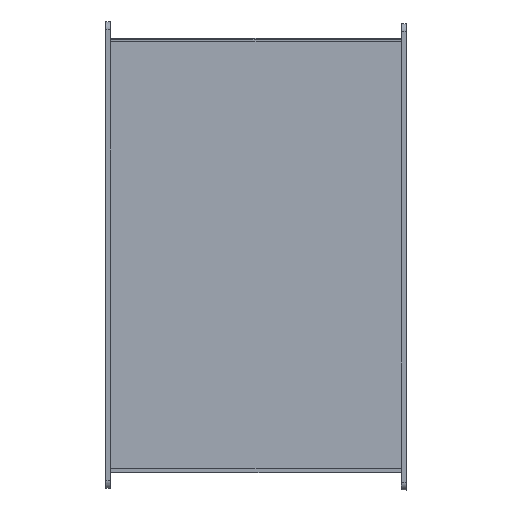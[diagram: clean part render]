
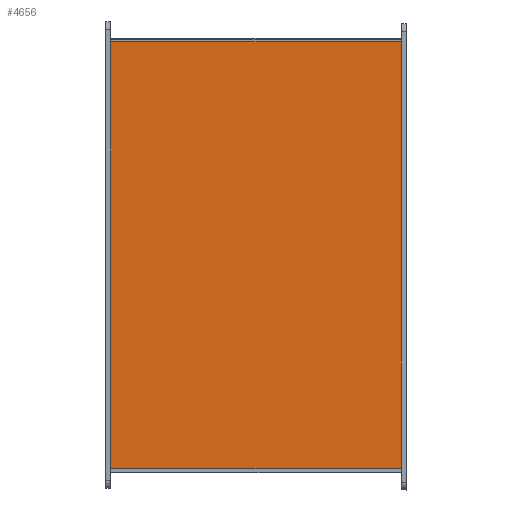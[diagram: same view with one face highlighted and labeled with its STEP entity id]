
A CAD part, front view. The second image highlights one B-rep face of the part: STEP entity #4656.
In plain terms, the highlighted planar face has unit normal (0, -1, 0).
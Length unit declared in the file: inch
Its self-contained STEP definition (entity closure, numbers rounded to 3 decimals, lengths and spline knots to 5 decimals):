
#375=FACE_OUTER_BOUND('',#618,.T.);
#618=EDGE_LOOP('',(#3197,#3198,#3199,#3200,#3201,#3202,#3203,#3204,#3205,
#3206,#3207,#3208));
#932=LINE('',#6707,#1487);
#936=LINE('',#6715,#1491);
#939=LINE('',#6721,#1494);
#942=LINE('',#6727,#1497);
#945=LINE('',#6733,#1500);
#948=LINE('',#6739,#1503);
#951=LINE('',#6745,#1506);
#954=LINE('',#6751,#1509);
#957=LINE('',#6757,#1512);
#960=LINE('',#6763,#1515);
#963=LINE('',#6769,#1518);
#966=LINE('',#6774,#1521);
#1487=VECTOR('',#5409,0.3937);
#1491=VECTOR('',#5415,0.3937);
#1494=VECTOR('',#5420,0.3937);
#1497=VECTOR('',#5425,0.3937);
#1500=VECTOR('',#5430,0.3937);
#1503=VECTOR('',#5435,0.3937);
#1506=VECTOR('',#5440,0.3937);
#1509=VECTOR('',#5445,0.3937);
#1512=VECTOR('',#5450,0.3937);
#1515=VECTOR('',#5455,0.3937);
#1518=VECTOR('',#5460,0.3937);
#1521=VECTOR('',#5465,0.3937);
#2042=VERTEX_POINT('',#6705);
#2043=VERTEX_POINT('',#6706);
#2046=VERTEX_POINT('',#6714);
#2048=VERTEX_POINT('',#6720);
#2050=VERTEX_POINT('',#6726);
#2052=VERTEX_POINT('',#6732);
#2054=VERTEX_POINT('',#6738);
#2056=VERTEX_POINT('',#6744);
#2058=VERTEX_POINT('',#6750);
#2060=VERTEX_POINT('',#6756);
#2062=VERTEX_POINT('',#6762);
#2064=VERTEX_POINT('',#6768);
#2480=EDGE_CURVE('',#2042,#2043,#932,.T.);
#2484=EDGE_CURVE('',#2043,#2046,#936,.T.);
#2487=EDGE_CURVE('',#2046,#2048,#939,.T.);
#2490=EDGE_CURVE('',#2050,#2048,#942,.T.);
#2493=EDGE_CURVE('',#2052,#2050,#945,.T.);
#2496=EDGE_CURVE('',#2054,#2052,#948,.T.);
#2499=EDGE_CURVE('',#2056,#2054,#951,.T.);
#2502=EDGE_CURVE('',#2058,#2056,#954,.T.);
#2505=EDGE_CURVE('',#2060,#2058,#957,.T.);
#2508=EDGE_CURVE('',#2062,#2060,#960,.T.);
#2511=EDGE_CURVE('',#2064,#2062,#963,.T.);
#2514=EDGE_CURVE('',#2042,#2064,#966,.T.);
#3197=ORIENTED_EDGE('',*,*,#2514,.F.);
#3198=ORIENTED_EDGE('',*,*,#2480,.T.);
#3199=ORIENTED_EDGE('',*,*,#2484,.T.);
#3200=ORIENTED_EDGE('',*,*,#2487,.T.);
#3201=ORIENTED_EDGE('',*,*,#2490,.F.);
#3202=ORIENTED_EDGE('',*,*,#2493,.F.);
#3203=ORIENTED_EDGE('',*,*,#2496,.F.);
#3204=ORIENTED_EDGE('',*,*,#2499,.F.);
#3205=ORIENTED_EDGE('',*,*,#2502,.F.);
#3206=ORIENTED_EDGE('',*,*,#2505,.F.);
#3207=ORIENTED_EDGE('',*,*,#2508,.F.);
#3208=ORIENTED_EDGE('',*,*,#2511,.F.);
#4464=PLANE('',#5046);
#4656=ADVANCED_FACE('',(#375),#4464,.F.);
#5046=AXIS2_PLACEMENT_3D('',#6777,#5469,#5470);
#5409=DIRECTION('',(-1.,0.,0.));
#5415=DIRECTION('',(0.,0.,-1.));
#5420=DIRECTION('',(1.,0.,0.));
#5425=DIRECTION('',(0.,0.,1.));
#5430=DIRECTION('',(-1.,0.,0.));
#5435=DIRECTION('',(0.,0.,-1.));
#5440=DIRECTION('',(-1.,0.,0.));
#5445=DIRECTION('',(0.,0.,-1.));
#5450=DIRECTION('',(1.,0.,0.));
#5455=DIRECTION('',(0.,0.,-1.));
#5460=DIRECTION('',(1.,0.,0.));
#5465=DIRECTION('',(0.,0.,1.));
#5469=DIRECTION('center_axis',(0.,1.,0.));
#5470=DIRECTION('ref_axis',(1.,0.,0.));
#6705=CARTESIAN_POINT('',(0.,0.,-1.5748));
#6706=CARTESIAN_POINT('',(-0.125,0.,-1.5748));
#6707=CARTESIAN_POINT('',(0.,0.,-1.5748));
#6714=CARTESIAN_POINT('',(-0.125,0.,-9.23622));
#6715=CARTESIAN_POINT('',(-0.125,0.,-1.5748));
#6720=CARTESIAN_POINT('',(0.,0.,-9.23622));
#6721=CARTESIAN_POINT('',(-0.125,0.,-9.23622));
#6726=CARTESIAN_POINT('',(0.,0.,-10.81102));
#6727=CARTESIAN_POINT('',(0.,0.,-10.81102));
#6732=CARTESIAN_POINT('',(7.3685,0.,-10.81102));
#6733=CARTESIAN_POINT('',(7.3685,0.,-10.81102));
#6738=CARTESIAN_POINT('',(7.3685,0.,-9.2767));
#6739=CARTESIAN_POINT('',(7.3685,0.,-9.2767));
#6744=CARTESIAN_POINT('',(7.4935,0.,-9.2767));
#6745=CARTESIAN_POINT('',(7.4935,0.,-9.2767));
#6750=CARTESIAN_POINT('',(7.4935,0.,-1.61529));
#6751=CARTESIAN_POINT('',(7.4935,0.,-1.61529));
#6756=CARTESIAN_POINT('',(7.3685,0.,-1.61529));
#6757=CARTESIAN_POINT('',(7.3685,0.,-1.61529));
#6762=CARTESIAN_POINT('',(7.3685,0.,0.));
#6763=CARTESIAN_POINT('',(7.3685,0.,0.));
#6768=CARTESIAN_POINT('',(0.,0.,0.));
#6769=CARTESIAN_POINT('',(0.,0.,0.));
#6774=CARTESIAN_POINT('',(0.,0.,-1.5748));
#6777=CARTESIAN_POINT('Origin',(3.68425,0.,-5.40551));
